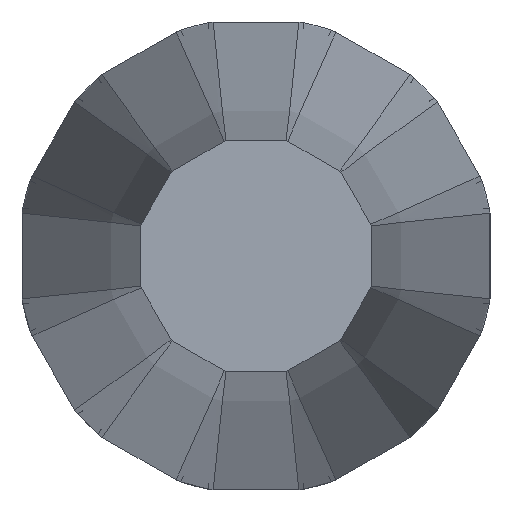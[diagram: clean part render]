
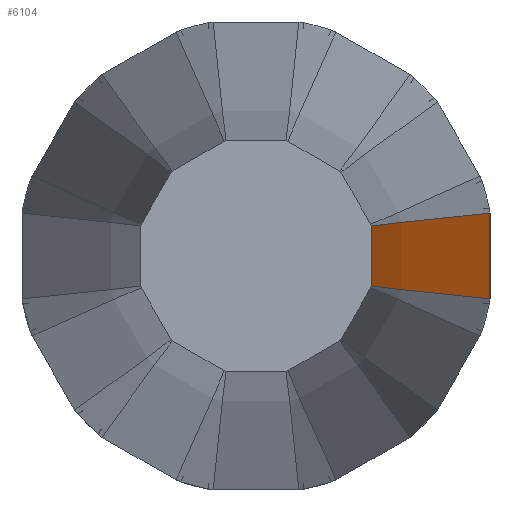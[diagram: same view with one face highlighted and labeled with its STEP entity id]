
A CAD part, front view. The second image highlights one B-rep face of the part: STEP entity #6104.
In plain terms, the highlighted cylindrical face has radius 682.65 mm (diameter 1365.3 mm), a partial arc.
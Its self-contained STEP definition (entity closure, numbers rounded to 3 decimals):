
#161 = CARTESIAN_POINT ( 'NONE',  ( 12.1, -159.414, 3.137 ) ) ;
#520 = CARTESIAN_POINT ( 'NONE',  ( 12.427, -137.605, 3.179 ) ) ;
#559 = ORIENTED_EDGE ( 'NONE', *, *, #5387, .F. ) ;
#574 = CARTESIAN_POINT ( 'NONE',  ( 694.75, -159.414, 0. ) ) ;
#959 = CARTESIAN_POINT ( 'NONE',  ( 12.1, -159.414, 5. ) ) ;
#2177 = DIRECTION ( 'NONE',  ( 0., 0., 1. ) ) ;
#2229 = DIRECTION ( 'NONE',  ( 0., 0., -1. ) ) ;
#2392 = EDGE_CURVE ( 'NONE', #11059, #4476, #4319, .T. ) ;
#2838 = CARTESIAN_POINT ( 'NONE',  ( 15.741, -88.797, -3.581 ) ) ;
#3017 = LINE ( 'NONE', #3322, #13263 ) ;
#3322 = CARTESIAN_POINT ( 'NONE',  ( 24.567, -29.547, 0. ) ) ;
#3407 = VERTEX_POINT ( 'NONE', #12686 ) ;
#4319 = B_SPLINE_CURVE_WITH_KNOTS ( 'NONE', 3,
 ( #8975, #4534, #9232, #13789, #15375, #5817, #2838, #20011, #6078, #16914 ),
 .UNSPECIFIED., .F., .F.,
 ( 4, 2, 2, 2, 4 ),
 ( 0., 0.033, 0.049, 0.065, 0.131 ),
 .UNSPECIFIED. ) ;
#4383 = CARTESIAN_POINT ( 'NONE',  ( 24.567, -29.547, -4.493 ) ) ;
#4476 = VERTEX_POINT ( 'NONE', #17421 ) ;
#4534 = CARTESIAN_POINT ( 'NONE',  ( 22.493, -40.247, -4.298 ) ) ;
#5110 = DIRECTION ( 'NONE',  ( 1., 0., 0. ) ) ;
#5387 = EDGE_CURVE ( 'NONE', #3407, #11059, #3017, .T. ) ;
#5817 = CARTESIAN_POINT ( 'NONE',  ( 16.325, -83.385, -3.648 ) ) ;
#6078 = CARTESIAN_POINT ( 'NONE',  ( 12.1, -137.612, -3.137 ) ) ;
#6104 = ADVANCED_FACE ( 'NONE', ( #19302 ), #17799, .F. ) ;
#6486 = CARTESIAN_POINT ( 'NONE',  ( 20.417, -50.959, 4.102 ) ) ;
#7125 = ORIENTED_EDGE ( 'NONE', *, *, #17090, .F. ) ;
#7335 = CARTESIAN_POINT ( 'NONE',  ( 12.1, -159.414, 3.137 ) ) ;
#8128 = CARTESIAN_POINT ( 'NONE',  ( 13.406, -115.825, 3.303 ) ) ;
#8975 = CARTESIAN_POINT ( 'NONE',  ( 24.567, -29.547, -4.493 ) ) ;
#9232 = CARTESIAN_POINT ( 'NONE',  ( 20.677, -50.989, -4.116 ) ) ;
#9535 = ORIENTED_EDGE ( 'NONE', *, *, #10473, .F. ) ;
#10473 = EDGE_CURVE ( 'NONE', #4476, #16494, #13853, .T. ) ;
#10795 = CARTESIAN_POINT ( 'NONE',  ( 12.1, -153.96, 3.137 ) ) ;
#11059 = VERTEX_POINT ( 'NONE', #4383 ) ;
#11391 = CARTESIAN_POINT ( 'NONE',  ( 14.188, -104.969, 3.4 ) ) ;
#12684 = CARTESIAN_POINT ( 'NONE',  ( 12.165, -148.508, 3.145 ) ) ;
#12686 = CARTESIAN_POINT ( 'NONE',  ( 24.567, -29.547, 4.493 ) ) ;
#13263 = VECTOR ( 'NONE', #2229, 1000. ) ;
#13789 = CARTESIAN_POINT ( 'NONE',  ( 18.34, -67.165, -3.87 ) ) ;
#13853 = LINE ( 'NONE', #959, #19446 ) ;
#14628 = ORIENTED_EDGE ( 'NONE', *, *, #2392, .F. ) ;
#14790 = DIRECTION ( 'NONE',  ( 0., 0., 1. ) ) ;
#15375 = CARTESIAN_POINT ( 'NONE',  ( 17.625, -72.57, -3.792 ) ) ;
#15840 = CARTESIAN_POINT ( 'NONE',  ( 12.623, -132.154, 3.204 ) ) ;
#15866 = AXIS2_PLACEMENT_3D ( 'NONE', #574, #2177, #5110 ) ;
#15912 = CARTESIAN_POINT ( 'NONE',  ( 24.567, -29.547, 4.493 ) ) ;
#16494 = VERTEX_POINT ( 'NONE', #7335 ) ;
#16914 = CARTESIAN_POINT ( 'NONE',  ( 12.1, -159.414, -3.137 ) ) ;
#17090 = EDGE_CURVE ( 'NONE', #16494, #3407, #20153, .T. ) ;
#17421 = CARTESIAN_POINT ( 'NONE',  ( 12.1, -159.414, -3.137 ) ) ;
#17799 = CYLINDRICAL_SURFACE ( 'NONE', #15866, 682.65 ) ;
#18030 = EDGE_LOOP ( 'NONE', ( #559, #7125, #9535, #14628 ) ) ;
#19035 = CARTESIAN_POINT ( 'NONE',  ( 17.307, -72.492, 3.764 ) ) ;
#19302 = FACE_OUTER_BOUND ( 'NONE', #18030, .T. ) ;
#19446 = VECTOR ( 'NONE', #14790, 1000. ) ;
#20011 = CARTESIAN_POINT ( 'NONE',  ( 13.142, -115.879, -3.278 ) ) ;
#20153 = B_SPLINE_CURVE_WITH_KNOTS ( 'NONE', 3,
 ( #161, #10795, #12684, #520, #15840, #8128, #11391, #19035, #6486, #15912 ),
 .UNSPECIFIED., .F., .F.,
 ( 4, 2, 2, 2, 4 ),
 ( 0., 0.016, 0.033, 0.065, 0.131 ),
 .UNSPECIFIED. ) ;
